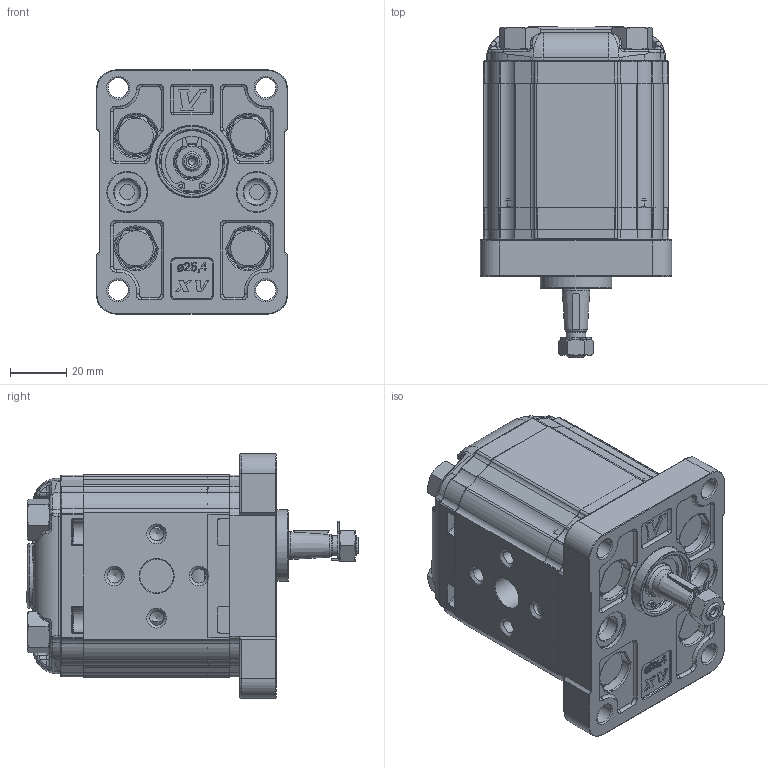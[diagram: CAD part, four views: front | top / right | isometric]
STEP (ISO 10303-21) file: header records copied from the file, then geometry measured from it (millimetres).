
FILE_DESCRIPTION( ( 'Unknown' ), '1' );
FILE_NAME( 'X1U2501FIIA.stp', 'Unknown', ( 'Unknown' ), ( 'Unknown' ), 'PSStep 14.0', 'Unknown', ' ' );
FILE_SCHEMA( ( 'AUTOMOTIVE_DESIGN { 1 0 10303 214 1 1 1 1 }' ) );
Length unit declared in the file: millimetre
Products named in the file (5): Assem1; X1U01; 1F; X1IIH52; XU101-A
Bounding box: 68 x 117.9 x 86.7 mm (x, y, z)
Surface area: 148322.3 mm2
Topology: 8 solids, 10 shells, 4028 faces, 10294 edges, 6514 vertices
Faces by surface type: plane 1796, cylinder 1042, torus 458, extrusion 282, cone 222, bspline 212, sphere 16
Full cylindrical faces by diameter (mm): 1.447 x4, 2.5 x4, 3 x8, 5 x16, 7 x4, 7.15 x8, 7.25 x2, 8 x16, 8.5 x12, 9 x4, 9.3 x4, 9.92 x2, 10.5 x4, 11.965 x2, 12 x12, 12.4 x2, 14.5 x4, 15.115 x2, 17.147 x2, 19 x2, 20 x2, 21.8 x2, 22 x4, 22.2 x2, 23 x2, 25.4 x2
Entity records: 83437 total; most frequent: CARTESIAN_POINT 19784, ORIENTED_EDGE 9780, DIRECTION 9672, EDGE_CURVE 4890, AXIS2_PLACEMENT_3D 3453, VERTEX_POINT 3185, VECTOR 2766, LINE 2625
